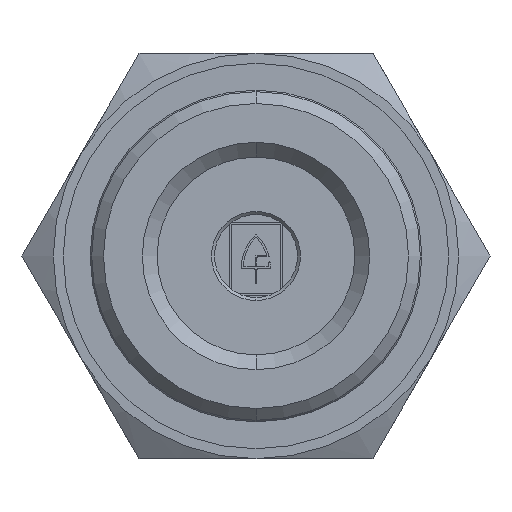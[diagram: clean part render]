
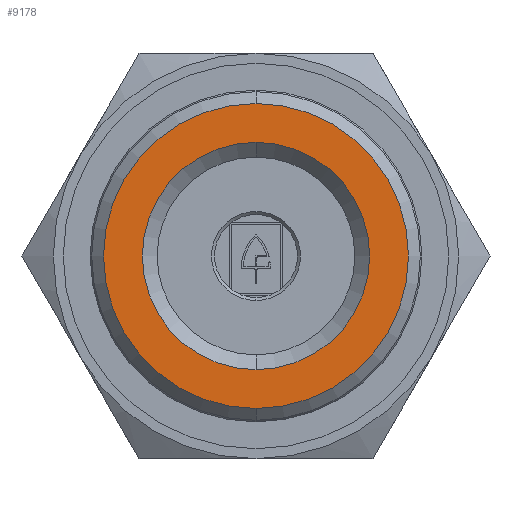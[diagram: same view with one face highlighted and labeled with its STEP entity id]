
A CAD part, front view. The second image highlights one B-rep face of the part: STEP entity #9178.
In plain terms, the highlighted planar face has unit normal (0, -1, 0).
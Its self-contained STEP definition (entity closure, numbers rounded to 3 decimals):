
#1718 = CARTESIAN_POINT ( 'NONE',  ( 0., -24.516, -11.5 ) ) ;
#1743 = CARTESIAN_POINT ( 'NONE',  ( 0., -24.516, 15.425 ) ) ;
#1804 = CARTESIAN_POINT ( 'NONE',  ( 0., -24.516, 11.5 ) ) ;
#1828 = CARTESIAN_POINT ( 'NONE',  ( 0., -24.516, -15.425 ) ) ;
#2128 = CIRCLE ( 'NONE', #2518, 11.5 ) ;
#2464 = CIRCLE ( 'NONE', #2599, 15.425 ) ;
#2503 = EDGE_LOOP ( 'NONE', ( #11702, #11703 ) ) ;
#2518 = AXIS2_PLACEMENT_3D ( 'NONE', #3072, #3073, #3074 ) ;
#2574 = EDGE_LOOP ( 'NONE', ( #11706, #11701 ) ) ;
#2599 = AXIS2_PLACEMENT_3D ( 'NONE', #3025, #3026, #3027 ) ;
#3025 = CARTESIAN_POINT ( 'NONE',  ( 0., -24.516, 0. ) ) ;
#3026 = DIRECTION ( 'NONE',  ( 0., -1., 0. ) ) ;
#3027 = DIRECTION ( 'NONE',  ( 0., 0., 1. ) ) ;
#3072 = CARTESIAN_POINT ( 'NONE',  ( 0., -24.516, 0. ) ) ;
#3073 = DIRECTION ( 'NONE',  ( 0., 1., 0. ) ) ;
#3074 = DIRECTION ( 'NONE',  ( 0., 0., 1. ) ) ;
#4711 = FACE_OUTER_BOUND ( 'NONE', #2503, .T. ) ;
#4713 = FACE_BOUND ( 'NONE', #2574, .T. ) ;
#4714 = PLANE ( 'NONE',  #10638 ) ;
#4723 = CARTESIAN_POINT ( 'NONE',  ( 11.836, -24.516, -20.5 ) ) ;
#4724 = DIRECTION ( 'NONE',  ( 0., 1., 0. ) ) ;
#4725 = DIRECTION ( 'NONE',  ( 0., 0., 1. ) ) ;
#5381 = CARTESIAN_POINT ( 'NONE',  ( 0., -24.516, 0. ) ) ;
#5382 = DIRECTION ( 'NONE',  ( 0., 1., 0. ) ) ;
#5383 = DIRECTION ( 'NONE',  ( 0., 0., 1. ) ) ;
#5395 = CARTESIAN_POINT ( 'NONE',  ( 0., -24.516, 0. ) ) ;
#5396 = DIRECTION ( 'NONE',  ( 0., -1., 0. ) ) ;
#5397 = DIRECTION ( 'NONE',  ( 0., 0., 1. ) ) ;
#7933 = AXIS2_PLACEMENT_3D ( 'NONE', #5381, #5382, #5383 ) ;
#7974 = CIRCLE ( 'NONE', #7933, 11.5 ) ;
#8010 = CIRCLE ( 'NONE', #8062, 15.425 ) ;
#8062 = AXIS2_PLACEMENT_3D ( 'NONE', #5395, #5396, #5397 ) ;
#8228 = VERTEX_POINT ( 'NONE', #1718 ) ;
#8287 = VERTEX_POINT ( 'NONE', #1743 ) ;
#8306 = VERTEX_POINT ( 'NONE', #1828 ) ;
#8341 = VERTEX_POINT ( 'NONE', #1804 ) ;
#8525 = EDGE_CURVE ( 'NONE', #8306, #8287, #2464, .T. ) ;
#8536 = EDGE_CURVE ( 'NONE', #8228, #8341, #2128, .T. ) ;
#8589 = EDGE_CURVE ( 'NONE', #8341, #8228, #7974, .T. ) ;
#8593 = EDGE_CURVE ( 'NONE', #8287, #8306, #8010, .T. ) ;
#9178 = ADVANCED_FACE ( 'NONE', ( #4711, #4713 ), #4714, .F. ) ;
#10638 = AXIS2_PLACEMENT_3D ( 'NONE', #4723, #4724, #4725 ) ;
#11701 = ORIENTED_EDGE ( 'NONE', *, *, #8589, .T. ) ;
#11702 = ORIENTED_EDGE ( 'NONE', *, *, #8593, .T. ) ;
#11703 = ORIENTED_EDGE ( 'NONE', *, *, #8525, .T. ) ;
#11706 = ORIENTED_EDGE ( 'NONE', *, *, #8536, .T. ) ;
